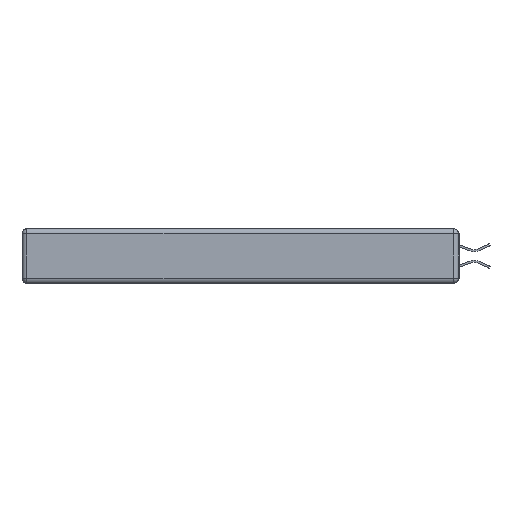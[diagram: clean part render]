
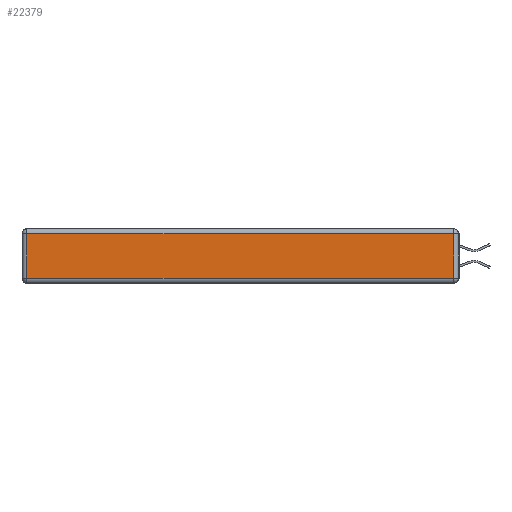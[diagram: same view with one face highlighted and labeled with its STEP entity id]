
A CAD part, left-side view. The second image highlights one B-rep face of the part: STEP entity #22379.
In plain terms, the highlighted planar face has unit normal (-1, 0, 0).
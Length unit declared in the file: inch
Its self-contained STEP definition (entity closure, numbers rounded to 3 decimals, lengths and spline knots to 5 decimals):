
#2202 = DIRECTION ( 'NONE',  ( 0., 1., 0. ) ) ;
#2377 = ORIENTED_EDGE ( 'NONE', *, *, #21680, .T. ) ;
#2532 = VERTEX_POINT ( 'NONE', #24282 ) ;
#2601 = EDGE_CURVE ( 'NONE', #7007, #17222, #21614, .T. ) ;
#2883 = VECTOR ( 'NONE', #2202, 39.37008 ) ;
#3520 = AXIS2_PLACEMENT_3D ( 'NONE', #22071, #18249, #6491 ) ;
#4275 = DIRECTION ( 'NONE',  ( 0., 0., -1. ) ) ;
#4340 = EDGE_LOOP ( 'NONE', ( #22582, #23741, #17000, #2377 ) ) ;
#6125 = VECTOR ( 'NONE', #4275, 39.37008 ) ;
#6491 = DIRECTION ( 'NONE',  ( 0., 0., 1. ) ) ;
#6887 = EDGE_CURVE ( 'NONE', #7469, #7007, #9606, .T. ) ;
#7007 = VERTEX_POINT ( 'NONE', #15790 ) ;
#7343 = CARTESIAN_POINT ( 'NONE',  ( 0., 0.03, -0.313 ) ) ;
#7469 = VERTEX_POINT ( 'NONE', #7343 ) ;
#8311 = CARTESIAN_POINT ( 'NONE',  ( 0., 2.75, -0.03 ) ) ;
#8626 = PLANE ( 'NONE',  #3520 ) ;
#9606 = LINE ( 'NONE', #9769, #15425 ) ;
#9769 = CARTESIAN_POINT ( 'NONE',  ( 0., 0.03, -0.343 ) ) ;
#13447 = LINE ( 'NONE', #19729, #16844 ) ;
#14146 = DIRECTION ( 'NONE',  ( 0., -1., 0. ) ) ;
#15425 = VECTOR ( 'NONE', #17774, 39.37008 ) ;
#15508 = EDGE_CURVE ( 'NONE', #2532, #7469, #13447, .T. ) ;
#15790 = CARTESIAN_POINT ( 'NONE',  ( 0., 0.03, -0.03 ) ) ;
#15793 = CARTESIAN_POINT ( 'NONE',  ( 0., 2.72, -0.03 ) ) ;
#16844 = VECTOR ( 'NONE', #14146, 39.37008 ) ;
#17000 = ORIENTED_EDGE ( 'NONE', *, *, #2601, .T. ) ;
#17222 = VERTEX_POINT ( 'NONE', #15793 ) ;
#17469 = FACE_OUTER_BOUND ( 'NONE', #4340, .T. ) ;
#17774 = DIRECTION ( 'NONE',  ( 0., 0., 1. ) ) ;
#18249 = DIRECTION ( 'NONE',  ( -1., 0., 0. ) ) ;
#18705 = LINE ( 'NONE', #23738, #6125 ) ;
#19729 = CARTESIAN_POINT ( 'NONE',  ( 0., 0., -0.313 ) ) ;
#21614 = LINE ( 'NONE', #8311, #2883 ) ;
#21680 = EDGE_CURVE ( 'NONE', #17222, #2532, #18705, .T. ) ;
#22071 = CARTESIAN_POINT ( 'NONE',  ( 0., 0., -0.343 ) ) ;
#22379 = ADVANCED_FACE ( 'NONE', ( #17469 ), #8626, .T. ) ;
#22582 = ORIENTED_EDGE ( 'NONE', *, *, #15508, .T. ) ;
#23738 = CARTESIAN_POINT ( 'NONE',  ( 0., 2.72, -0.343 ) ) ;
#23741 = ORIENTED_EDGE ( 'NONE', *, *, #6887, .T. ) ;
#24282 = CARTESIAN_POINT ( 'NONE',  ( 0., 2.72, -0.313 ) ) ;
